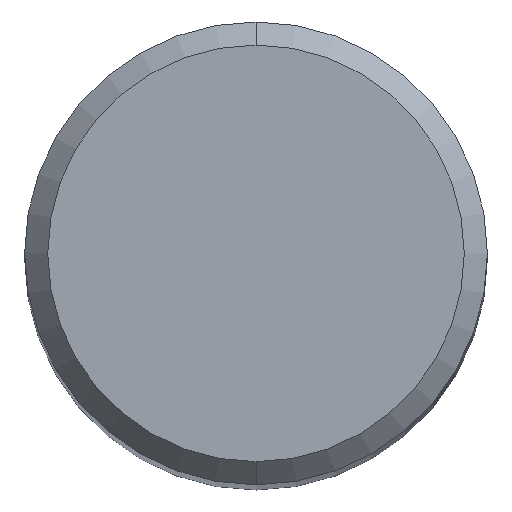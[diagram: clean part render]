
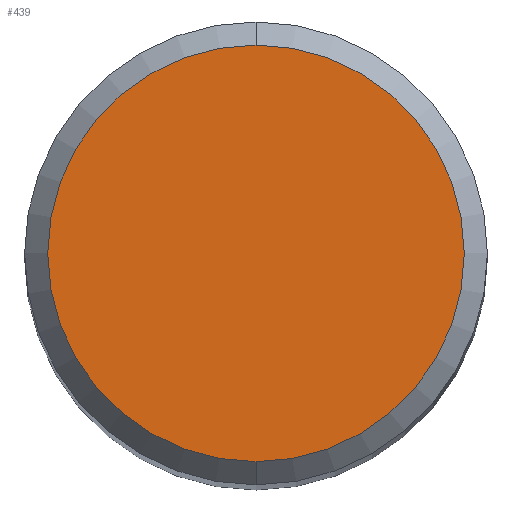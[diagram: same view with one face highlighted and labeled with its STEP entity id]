
A CAD part, top view. The second image highlights one B-rep face of the part: STEP entity #439.
In plain terms, the highlighted planar face has unit normal (0, 0, 1).
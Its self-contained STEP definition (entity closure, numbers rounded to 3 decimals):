
#417=VERTEX_POINT('',#1091);
#439=ADVANCED_FACE('',(#1115),#1116,.T.);
#947=EDGE_CURVE('',#969,#417,#1672,.T.);
#969=VERTEX_POINT('',#1696);
#985=EDGE_CURVE('',#417,#969,#1713,.T.);
#1091=CARTESIAN_POINT('',(0.0,4.5,0.0));
#1115=FACE_OUTER_BOUND('',#2129,.T.);
#1116=PLANE('',#2130);
#1672=CIRCLE('',#4649,4.5);
#1696=CARTESIAN_POINT('',(0.,-4.5,0.0));
#1713=CIRCLE('',#4753,4.5);
#2129=EDGE_LOOP('',(#4894,#4895));
#2130=AXIS2_PLACEMENT_3D('',#4896,#4897,#4898);
#4649=AXIS2_PLACEMENT_3D('',#5546,#5547,#5548);
#4753=AXIS2_PLACEMENT_3D('',#5593,#5594,#5595);
#4894=ORIENTED_EDGE('',*,*,#985,.F.);
#4895=ORIENTED_EDGE('',*,*,#947,.F.);
#4896=CARTESIAN_POINT('',(0.0,2.25,0.0));
#4897=DIRECTION('',(-0.0,0.0,1.0));
#4898=DIRECTION('',(0.0,-1.0,0.0));
#5546=CARTESIAN_POINT('',(0.0,0.0,0.0));
#5547=DIRECTION('',(0.0,0.0,-1.0));
#5548=DIRECTION('',(0.0,1.0,0.0));
#5593=CARTESIAN_POINT('',(0.0,0.0,0.0));
#5594=DIRECTION('',(0.0,0.0,-1.0));
#5595=DIRECTION('',(0.0,1.0,0.0));
